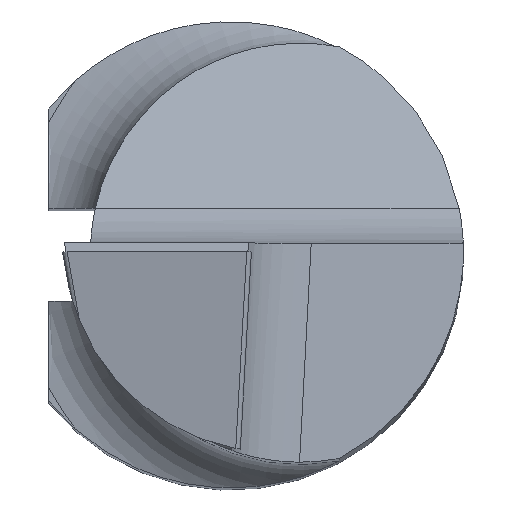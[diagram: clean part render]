
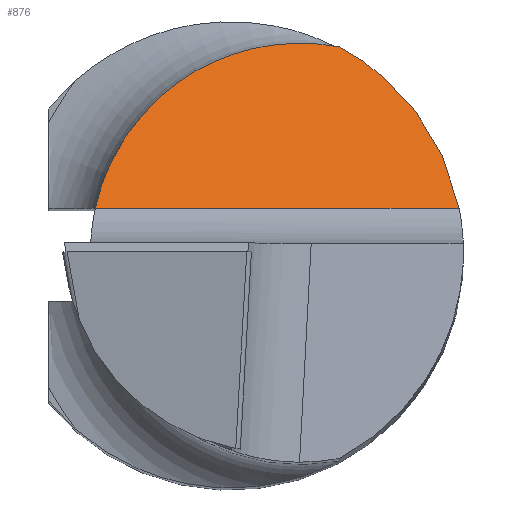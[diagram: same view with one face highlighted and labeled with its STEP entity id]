
A CAD part, top view. The second image highlights one B-rep face of the part: STEP entity #876.
In plain terms, the highlighted planar face has unit normal (0, 0.766, 0.643).
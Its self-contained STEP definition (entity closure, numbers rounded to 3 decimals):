
#4 = AXIS2_PLACEMENT_3D ( 'NONE', #963, #1390, #44 ) ;
#30 = CARTESIAN_POINT ( 'NONE',  ( -1.449, 0.474, 28.616 ) ) ;
#44 = DIRECTION ( 'NONE',  ( 0., 0.643, -0.766 ) ) ;
#166 = EDGE_LOOP ( 'NONE', ( #1281, #371, #1484 ) ) ;
#187 = CARTESIAN_POINT ( 'NONE',  ( 2.308, 1.232, 27.714 ) ) ;
#287 = VERTEX_POINT ( 'NONE', #667 ) ;
#371 = ORIENTED_EDGE ( 'NONE', *, *, #1072, .T. ) ;
#431 = VERTEX_POINT ( 'NONE', #30 ) ;
#452 = PLANE ( 'NONE',  #4 ) ;
#557 =( BOUNDED_CURVE ( )  B_SPLINE_CURVE ( 3, ( #975, #187, #1460, #1450 ),
 .UNSPECIFIED., .F., .F. ) 
 B_SPLINE_CURVE_WITH_KNOTS ( ( 4, 4 ),
 ( 4.903, 5.798 ),
 .UNSPECIFIED. ) 
 CURVE ( )  GEOMETRIC_REPRESENTATION_ITEM ( )  RATIONAL_B_SPLINE_CURVE ( ( 1., 0.934, 0.934, 1. ) ) 
 REPRESENTATION_ITEM ( '' )  );
#648 = EDGE_CURVE ( 'NONE', #749, #431, #1205, .T. ) ;
#667 = CARTESIAN_POINT ( 'NONE',  ( 2.455, 0.474, 28.616 ) ) ;
#749 = VERTEX_POINT ( 'NONE', #1282 ) ;
#781 = CARTESIAN_POINT ( 'NONE',  ( 2.5, 0.474, 28.616 ) ) ;
#797 = LINE ( 'NONE', #781, #1315 ) ;
#809 = CARTESIAN_POINT ( 'NONE',  ( -1.177, 1.736, 27.112 ) ) ;
#834 = FACE_OUTER_BOUND ( 'NONE', #166, .T. ) ;
#876 = ADVANCED_FACE ( 'NONE', ( #834 ), #452, .F. ) ;
#924 = CARTESIAN_POINT ( 'NONE',  ( 1.167, 2.211, 26.546 ) ) ;
#963 = CARTESIAN_POINT ( 'NONE',  ( 2.5, 0.474, 28.616 ) ) ;
#975 = CARTESIAN_POINT ( 'NONE',  ( 2.455, 0.474, 28.616 ) ) ;
#1042 = DIRECTION ( 'NONE',  ( -1., 0., 0. ) ) ;
#1072 = EDGE_CURVE ( 'NONE', #287, #749, #557, .T. ) ;
#1205 =( BOUNDED_CURVE ( )  B_SPLINE_CURVE ( 3, ( #924, #1404, #809, #1286 ),
 .UNSPECIFIED., .F., .F. ) 
 B_SPLINE_CURVE_WITH_KNOTS ( ( 4, 4 ),
 ( 6.097, 7.642 ),
 .UNSPECIFIED. ) 
 CURVE ( )  GEOMETRIC_REPRESENTATION_ITEM ( )  RATIONAL_B_SPLINE_CURVE ( ( 1., 0.811, 0.811, 1. ) ) 
 REPRESENTATION_ITEM ( '' )  );
#1281 = ORIENTED_EDGE ( 'NONE', *, *, #1293, .F. ) ;
#1282 = CARTESIAN_POINT ( 'NONE',  ( 1.167, 2.211, 26.546 ) ) ;
#1286 = CARTESIAN_POINT ( 'NONE',  ( -1.449, 0.474, 28.616 ) ) ;
#1293 = EDGE_CURVE ( 'NONE', #287, #431, #797, .T. ) ;
#1315 = VECTOR ( 'NONE', #1042, 1000. ) ;
#1390 = DIRECTION ( 'NONE',  ( 0., -0.766, -0.643 ) ) ;
#1404 = CARTESIAN_POINT ( 'NONE',  ( -0.102, 2.45, 26.261 ) ) ;
#1450 = CARTESIAN_POINT ( 'NONE',  ( 1.167, 2.211, 26.546 ) ) ;
#1460 = CARTESIAN_POINT ( 'NONE',  ( 1.849, 1.851, 26.975 ) ) ;
#1484 = ORIENTED_EDGE ( 'NONE', *, *, #648, .T. ) ;
